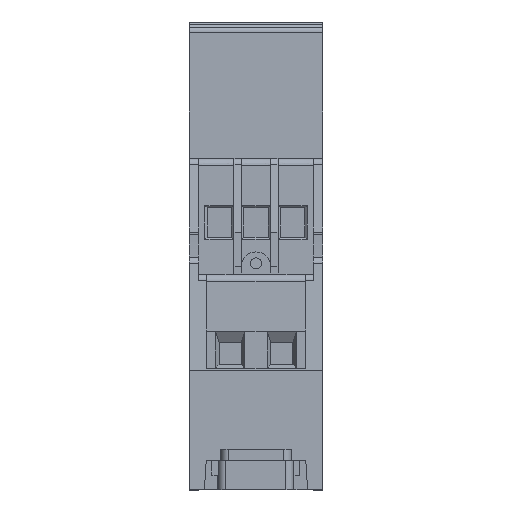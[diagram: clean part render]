
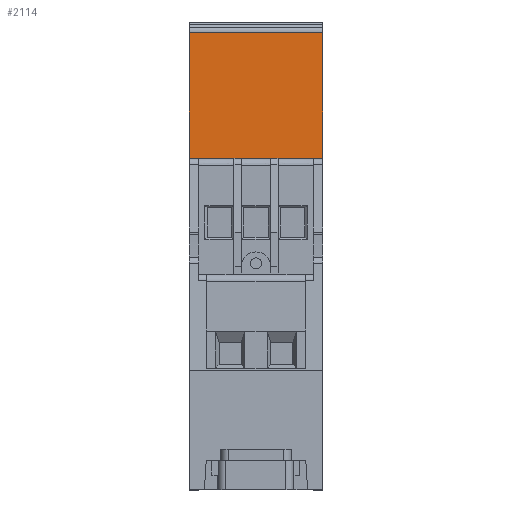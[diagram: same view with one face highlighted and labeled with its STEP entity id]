
A CAD part, front view. The second image highlights one B-rep face of the part: STEP entity #2114.
In plain terms, the highlighted planar face has unit normal (0, -1, 0.012).
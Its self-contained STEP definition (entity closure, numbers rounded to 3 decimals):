
#2101=AXIS2_PLACEMENT_3D('Plane Axis2P3D',#2098,#2099,#2100) ;
#551=CARTESIAN_POINT('Vertex',(0.,26.853,45.)) ;
#554=CARTESIAN_POINT('Line Origine',(0.,26.954,53.54)) ;
#558=CARTESIAN_POINT('Vertex',(0.,27.055,62.081)) ;
#1069=CARTESIAN_POINT('Vertex',(18.14,27.055,62.081)) ;
#1072=CARTESIAN_POINT('Line Origine',(18.14,26.954,53.54)) ;
#1076=CARTESIAN_POINT('Vertex',(18.14,26.853,45.)) ;
#2019=CARTESIAN_POINT('Line Origine',(9.07,26.853,45.)) ;
#2098=CARTESIAN_POINT('Axis2P3D Location',(18.14,26.853,45.)) ;
#2103=CARTESIAN_POINT('Line Origine',(9.07,27.055,62.081)) ;
#555=DIRECTION('Vector Direction',(0.,0.012,1.)) ;
#1073=DIRECTION('Vector Direction',(0.,0.012,1.)) ;
#2020=DIRECTION('Vector Direction',(-1.,0.,0.)) ;
#2099=DIRECTION('Axis2P3D Direction',(0.,-1.,0.012)) ;
#2100=DIRECTION('Axis2P3D XDirection',(0.,0.012,1.)) ;
#2104=DIRECTION('Vector Direction',(-1.,0.,0.)) ;
#556=VECTOR('Line Direction',#555,1.) ;
#1074=VECTOR('Line Direction',#1073,1.) ;
#2021=VECTOR('Line Direction',#2020,1.) ;
#2105=VECTOR('Line Direction',#2104,1.) ;
#2109=ORIENTED_EDGE('',*,*,#560,.F.) ;
#2110=ORIENTED_EDGE('',*,*,#2023,.F.) ;
#2111=ORIENTED_EDGE('',*,*,#1078,.F.) ;
#2112=ORIENTED_EDGE('',*,*,#2107,.T.) ;
#2114=ADVANCED_FACE('ENERGYMETER',(#2113),#2102,.T.) ;
#560=EDGE_CURVE('',#552,#559,#557,.T.) ;
#1078=EDGE_CURVE('',#1070,#1077,#1075,.F.) ;
#2023=EDGE_CURVE('',#1077,#552,#2022,.T.) ;
#2107=EDGE_CURVE('',#1070,#559,#2106,.T.) ;
#2108=EDGE_LOOP('',(#2109,#2110,#2111,#2112)) ;
#2113=FACE_OUTER_BOUND('',#2108,.T.) ;
#557=LINE('Line',#554,#556) ;
#1075=LINE('Line',#1072,#1074) ;
#2022=LINE('Line',#2019,#2021) ;
#2106=LINE('Line',#2103,#2105) ;
#2102=PLANE('',#2101) ;
#552=VERTEX_POINT('',#551) ;
#559=VERTEX_POINT('',#558) ;
#1070=VERTEX_POINT('',#1069) ;
#1077=VERTEX_POINT('',#1076) ;
